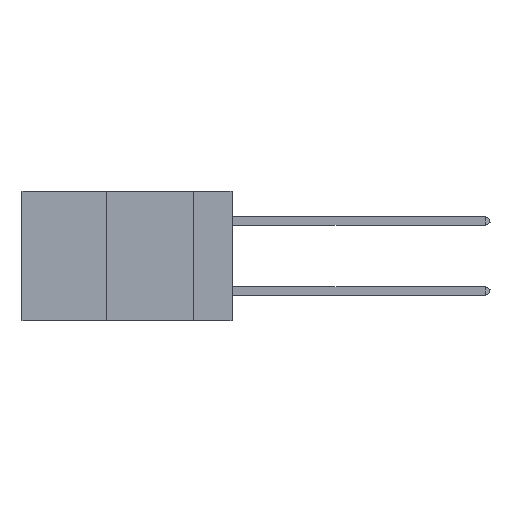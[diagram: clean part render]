
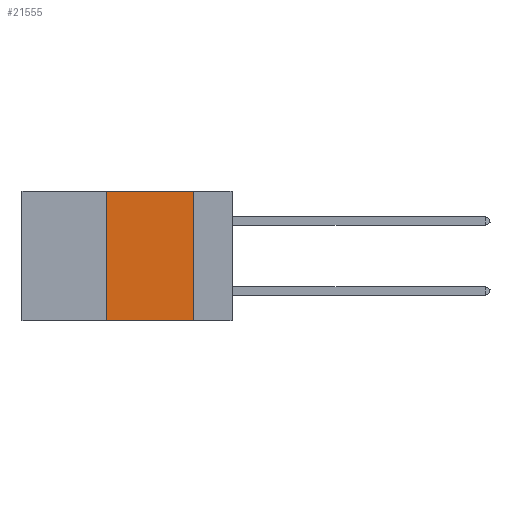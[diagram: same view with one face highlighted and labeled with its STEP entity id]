
A CAD part, left-side view. The second image highlights one B-rep face of the part: STEP entity #21555.
In plain terms, the highlighted planar face has unit normal (-1, 0, 0).
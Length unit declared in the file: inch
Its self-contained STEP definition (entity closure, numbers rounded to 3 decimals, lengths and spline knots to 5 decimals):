
#515 = VERTEX_POINT ( 'NONE', #42816 ) ;
#805 = ORIENTED_EDGE ( 'NONE', *, *, #8145, .T. ) ;
#3518 = DIRECTION ( 'NONE',  ( 0., 0., -1. ) ) ;
#5003 = VECTOR ( 'NONE', #20268, 39.37008 ) ;
#7039 = AXIS2_PLACEMENT_3D ( 'NONE', #14898, #26371, #3518 ) ;
#7286 = EDGE_CURVE ( 'NONE', #41798, #12657, #44199, .T. ) ;
#7378 = CARTESIAN_POINT ( 'NONE',  ( 0., 0.36, 0. ) ) ;
#8145 = EDGE_CURVE ( 'NONE', #515, #12657, #16251, .T. ) ;
#8359 = CARTESIAN_POINT ( 'NONE',  ( 0., 0.6, -0.37 ) ) ;
#9862 = ORIENTED_EDGE ( 'NONE', *, *, #32515, .F. ) ;
#10014 = VECTOR ( 'NONE', #14988, 39.37008 ) ;
#11214 = LINE ( 'NONE', #7378, #10014 ) ;
#11797 = CARTESIAN_POINT ( 'NONE',  ( 0., 0.6, 0. ) ) ;
#12657 = VERTEX_POINT ( 'NONE', #12889 ) ;
#12889 = CARTESIAN_POINT ( 'NONE',  ( 0., 0.11, -0.37 ) ) ;
#14898 = CARTESIAN_POINT ( 'NONE',  ( 0., 0.6, 0. ) ) ;
#14988 = DIRECTION ( 'NONE',  ( 0., 0., 1. ) ) ;
#15707 = EDGE_CURVE ( 'NONE', #515, #33518, #11214, .T. ) ;
#16251 = LINE ( 'NONE', #8359, #35252 ) ;
#16662 = ORIENTED_EDGE ( 'NONE', *, *, #7286, .F. ) ;
#20268 = DIRECTION ( 'NONE',  ( 0., 0., -1. ) ) ;
#21555 = ADVANCED_FACE ( 'NONE', ( #46294 ), #22580, .F. ) ;
#22494 = VECTOR ( 'NONE', #38329, 39.37008 ) ;
#22580 = PLANE ( 'NONE',  #7039 ) ;
#24600 = CARTESIAN_POINT ( 'NONE',  ( 0., 0.11, 0. ) ) ;
#26371 = DIRECTION ( 'NONE',  ( 1., 0., 0. ) ) ;
#27296 = DIRECTION ( 'NONE',  ( 0., -1., 0. ) ) ;
#32515 = EDGE_CURVE ( 'NONE', #33518, #41798, #41412, .T. ) ;
#33518 = VERTEX_POINT ( 'NONE', #36577 ) ;
#35252 = VECTOR ( 'NONE', #27296, 39.37008 ) ;
#36577 = CARTESIAN_POINT ( 'NONE',  ( 0., 0.36, 0. ) ) ;
#38329 = DIRECTION ( 'NONE',  ( 0., -1., 0. ) ) ;
#39135 = CARTESIAN_POINT ( 'NONE',  ( 0., 0.11, 0. ) ) ;
#40998 = ORIENTED_EDGE ( 'NONE', *, *, #15707, .F. ) ;
#41412 = LINE ( 'NONE', #11797, #22494 ) ;
#41798 = VERTEX_POINT ( 'NONE', #24600 ) ;
#42259 = EDGE_LOOP ( 'NONE', ( #16662, #9862, #40998, #805 ) ) ;
#42816 = CARTESIAN_POINT ( 'NONE',  ( 0., 0.36, -0.37 ) ) ;
#44199 = LINE ( 'NONE', #39135, #5003 ) ;
#46294 = FACE_OUTER_BOUND ( 'NONE', #42259, .T. ) ;
